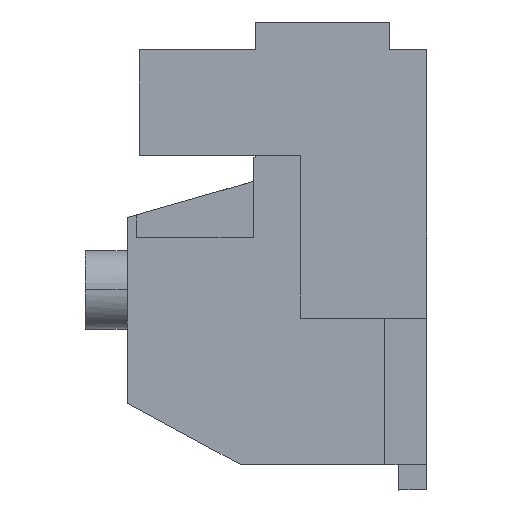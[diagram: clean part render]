
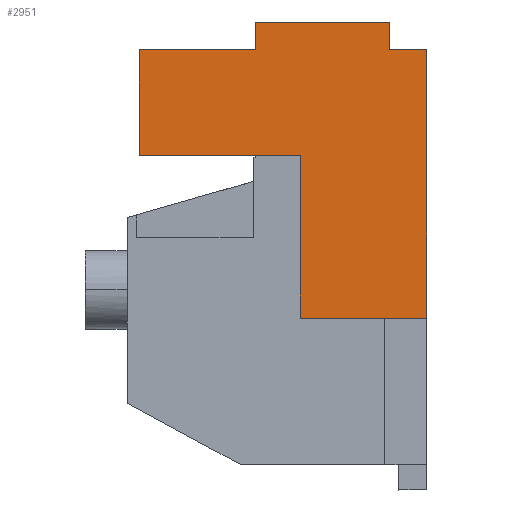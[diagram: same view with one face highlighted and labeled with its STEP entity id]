
A CAD part, left-side view. The second image highlights one B-rep face of the part: STEP entity #2951.
In plain terms, the highlighted planar face has unit normal (-1, 0, 0).
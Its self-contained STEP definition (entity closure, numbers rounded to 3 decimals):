
#2892=AXIS2_PLACEMENT_3D('Plane Axis2P3D',#2889,#2890,#2891) ;
#2411=CARTESIAN_POINT('Vertex',(0.,13.6,36.1)) ;
#2414=CARTESIAN_POINT('Line Origine',(0.,22.3,36.1)) ;
#2418=CARTESIAN_POINT('Vertex',(0.,31.,36.1)) ;
#2601=CARTESIAN_POINT('Line Origine',(0.,11.25,50.5)) ;
#2605=CARTESIAN_POINT('Vertex',(0.,18.5,50.5)) ;
#2607=CARTESIAN_POINT('Vertex',(0.,4.,50.5)) ;
#2851=CARTESIAN_POINT('Line Origine',(0.,13.6,27.325)) ;
#2855=CARTESIAN_POINT('Vertex',(0.,13.6,18.55)) ;
#2889=CARTESIAN_POINT('Axis2P3D Location',(0.,-0.5,47.55)) ;
#2894=CARTESIAN_POINT('Line Origine',(0.,4.,49.)) ;
#2898=CARTESIAN_POINT('Vertex',(0.,4.,47.5)) ;
#2901=CARTESIAN_POINT('Line Origine',(0.,18.5,49.)) ;
#2905=CARTESIAN_POINT('Vertex',(0.,18.5,47.5)) ;
#2908=CARTESIAN_POINT('Line Origine',(0.,24.75,47.5)) ;
#2912=CARTESIAN_POINT('Vertex',(0.,31.,47.5)) ;
#2915=CARTESIAN_POINT('Line Origine',(0.,31.,41.8)) ;
#2920=CARTESIAN_POINT('Line Origine',(0.,6.8,18.55)) ;
#2924=CARTESIAN_POINT('Vertex',(0.,0.,18.55)) ;
#2927=CARTESIAN_POINT('Line Origine',(0.,0.,33.025)) ;
#2931=CARTESIAN_POINT('Vertex',(0.,0.,47.5)) ;
#2934=CARTESIAN_POINT('Line Origine',(0.,2.,47.5)) ;
#2415=DIRECTION('Vector Direction',(0.,1.,0.)) ;
#2602=DIRECTION('Vector Direction',(0.,-1.,0.)) ;
#2852=DIRECTION('Vector Direction',(0.,0.,1.)) ;
#2890=DIRECTION('Axis2P3D Direction',(-1.,0.,0.)) ;
#2891=DIRECTION('Axis2P3D XDirection',(0.,0.,1.)) ;
#2895=DIRECTION('Vector Direction',(0.,0.,-1.)) ;
#2902=DIRECTION('Vector Direction',(0.,0.,1.)) ;
#2909=DIRECTION('Vector Direction',(0.,-1.,0.)) ;
#2916=DIRECTION('Vector Direction',(0.,0.,1.)) ;
#2921=DIRECTION('Vector Direction',(0.,1.,0.)) ;
#2928=DIRECTION('Vector Direction',(0.,0.,1.)) ;
#2935=DIRECTION('Vector Direction',(0.,-1.,0.)) ;
#2416=VECTOR('Line Direction',#2415,1.) ;
#2603=VECTOR('Line Direction',#2602,1.) ;
#2853=VECTOR('Line Direction',#2852,1.) ;
#2896=VECTOR('Line Direction',#2895,1.) ;
#2903=VECTOR('Line Direction',#2902,1.) ;
#2910=VECTOR('Line Direction',#2909,1.) ;
#2917=VECTOR('Line Direction',#2916,1.) ;
#2922=VECTOR('Line Direction',#2921,1.) ;
#2929=VECTOR('Line Direction',#2928,1.) ;
#2936=VECTOR('Line Direction',#2935,1.) ;
#2940=ORIENTED_EDGE('',*,*,#2900,.F.) ;
#2941=ORIENTED_EDGE('',*,*,#2609,.F.) ;
#2942=ORIENTED_EDGE('',*,*,#2907,.F.) ;
#2943=ORIENTED_EDGE('',*,*,#2914,.F.) ;
#2944=ORIENTED_EDGE('',*,*,#2919,.F.) ;
#2945=ORIENTED_EDGE('',*,*,#2420,.F.) ;
#2946=ORIENTED_EDGE('',*,*,#2857,.F.) ;
#2947=ORIENTED_EDGE('',*,*,#2926,.F.) ;
#2948=ORIENTED_EDGE('',*,*,#2933,.T.) ;
#2949=ORIENTED_EDGE('',*,*,#2938,.F.) ;
#2951=ADVANCED_FACE('COVER',(#2950),#2893,.T.) ;
#2420=EDGE_CURVE('',#2412,#2419,#2417,.T.) ;
#2609=EDGE_CURVE('',#2606,#2608,#2604,.T.) ;
#2857=EDGE_CURVE('',#2856,#2412,#2854,.T.) ;
#2900=EDGE_CURVE('',#2608,#2899,#2897,.T.) ;
#2907=EDGE_CURVE('',#2906,#2606,#2904,.T.) ;
#2914=EDGE_CURVE('',#2913,#2906,#2911,.T.) ;
#2919=EDGE_CURVE('',#2419,#2913,#2918,.T.) ;
#2926=EDGE_CURVE('',#2925,#2856,#2923,.T.) ;
#2933=EDGE_CURVE('',#2925,#2932,#2930,.T.) ;
#2938=EDGE_CURVE('',#2899,#2932,#2937,.T.) ;
#2939=EDGE_LOOP('',(#2940,#2941,#2942,#2943,#2944,#2945,#2946,#2947,#2948,#2949)) ;
#2950=FACE_OUTER_BOUND('',#2939,.T.) ;
#2417=LINE('Line',#2414,#2416) ;
#2604=LINE('Line',#2601,#2603) ;
#2854=LINE('Line',#2851,#2853) ;
#2897=LINE('Line',#2894,#2896) ;
#2904=LINE('Line',#2901,#2903) ;
#2911=LINE('Line',#2908,#2910) ;
#2918=LINE('Line',#2915,#2917) ;
#2923=LINE('Line',#2920,#2922) ;
#2930=LINE('Line',#2927,#2929) ;
#2937=LINE('Line',#2934,#2936) ;
#2893=PLANE('',#2892) ;
#2412=VERTEX_POINT('',#2411) ;
#2419=VERTEX_POINT('',#2418) ;
#2606=VERTEX_POINT('',#2605) ;
#2608=VERTEX_POINT('',#2607) ;
#2856=VERTEX_POINT('',#2855) ;
#2899=VERTEX_POINT('',#2898) ;
#2906=VERTEX_POINT('',#2905) ;
#2913=VERTEX_POINT('',#2912) ;
#2925=VERTEX_POINT('',#2924) ;
#2932=VERTEX_POINT('',#2931) ;
